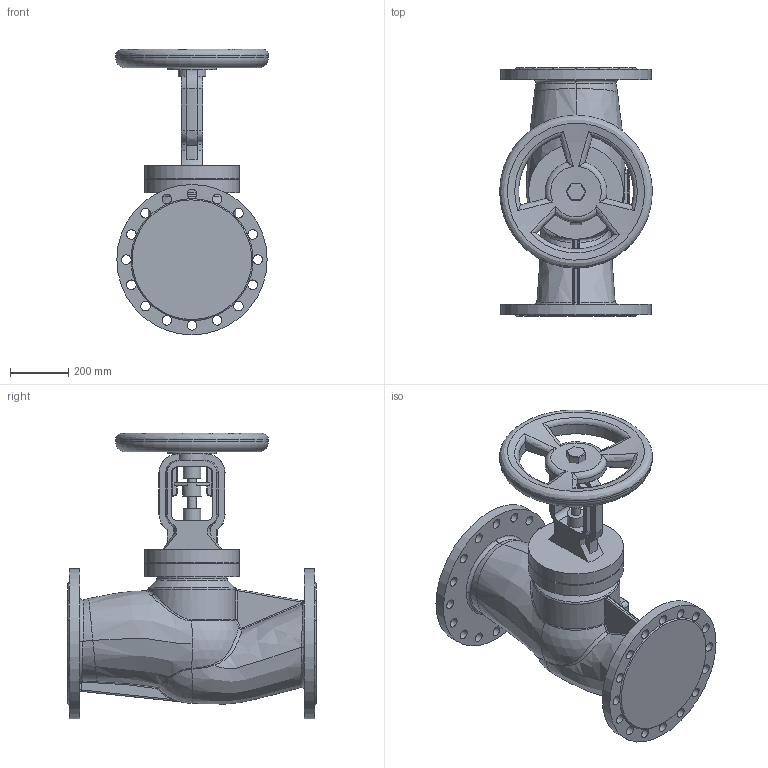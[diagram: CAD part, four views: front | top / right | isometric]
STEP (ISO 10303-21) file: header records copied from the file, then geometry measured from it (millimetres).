
FILE_DESCRIPTION(/* description */ (''),/* implementation_level */ '2;1');
FILE_NAME(/* name */ 'Р25 DN300 + штурвал.stp',/* time_stamp */ '2023-10-06T11:56:30+03:00',/* author */ ('kostr'),/* organization */ ('none'),/* preprocessor_version */ 'ST-DEVELOPER v18.1',/* originating_system */ 'AutoCAD Mechanical',/* authorisation */ 'none');
FILE_SCHEMA (('AUTOMOTIVE_DESIGN { 1 0 10303 214 3 1 1 }'));
Length unit declared in the file: millimetre
Products named in the file (2): Product; PN25 DN300_2
Assembly tree (1 placements, depth 2):
  Product
    PN25 DN300_2
Bounding box: 523.81 x 850 x 978.78 mm (x, y, z)
Volume: 95492391.9 mm3; surface area: 2728130 mm2
Topology: 3 solids, 3 shells, 402 faces, 1132 edges, 719 vertices
Faces by surface type: plane 139, cylinder 114, bspline 81, torus 57, cone 7, sphere 4
Full cylindrical faces by diameter (mm): 30 x2, 33 x32, 43.651 x1, 60 x2, 65 x1, 165.875 x1, 235 x1, 240 x1, 325 x2, 515 x2, 523.814 x1
Entity records: 36465 total; most frequent: CARTESIAN_POINT 26325, ORIENTED_EDGE 2264, DIRECTION 1930, EDGE_CURVE 1132, AXIS2_PLACEMENT_3D 756, VERTEX_POINT 719, EDGE_LOOP 465, LINE 418
